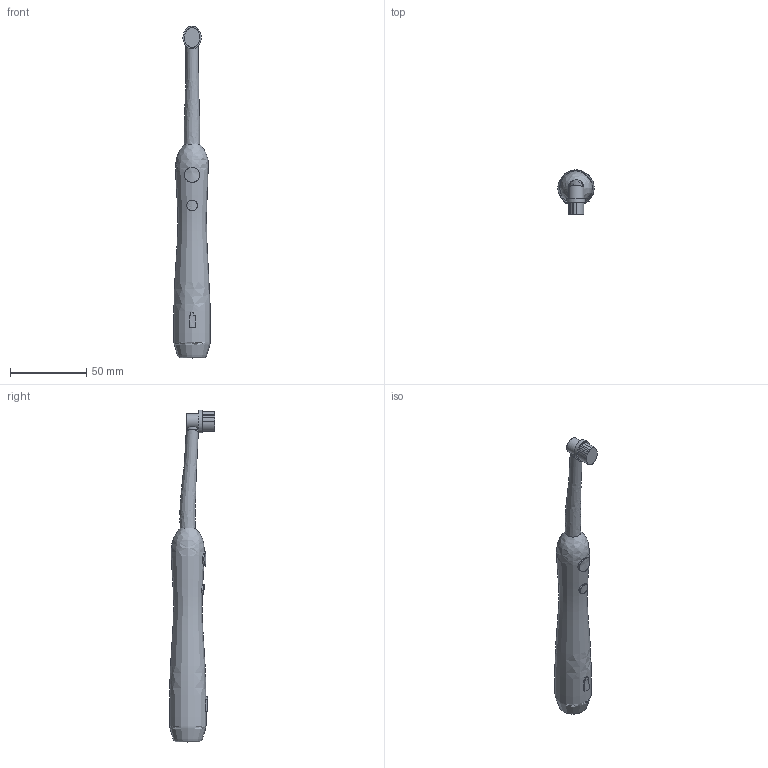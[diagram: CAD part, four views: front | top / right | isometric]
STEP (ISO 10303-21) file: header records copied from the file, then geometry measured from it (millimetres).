
FILE_DESCRIPTION ((), '1');
FILE_NAME ('g20324', '2013-08-22T10:53:07', ('Unknown'), ('Unknown'), 'HarmonyWare STEP v1.9.8', 'HarmonyWare Translators', '');
FILE_SCHEMA (('CONFIG_CONTROL_DESIGN'));
Length unit declared in the file: millimetre
Products named in the file (13): NONE
Assembly tree (12 placements, depth 2):
  NONE
    NONE
    NONE
    NONE
    NONE
    NONE
    NONE
    NONE
    NONE
    NONE
    NONE
    NONE
    NONE
Bounding box: 23.88 x 29.5 x 217.5 mm (x, y, z)
Volume: 2055.8 mm3; surface area: 13267.9 mm2
Topology: 7 solids, 7 shells, 30 faces, 51 edges, 38 vertices
Faces by surface type: bspline 30
Entity records: 5159 total; most frequent: CARTESIAN_POINT 3137, PERSON 128, ORGANIZATION 128, PERSON_AND_ORGANIZATION 128, CALENDAR_DATE 89, COORDINATED_UNIVERSAL_TIME_OFFSET 89, LOCAL_TIME 89, DATE_AND_TIME 89
